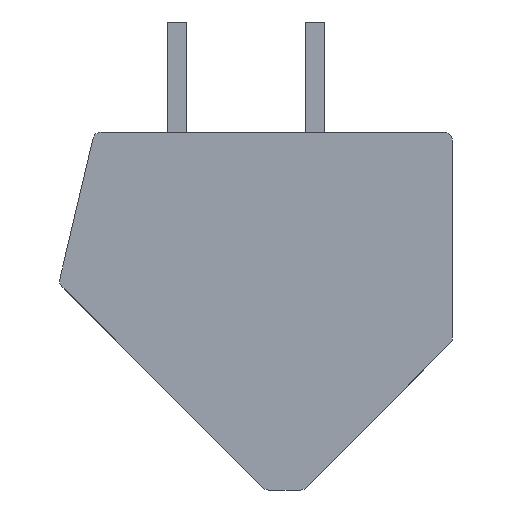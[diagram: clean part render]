
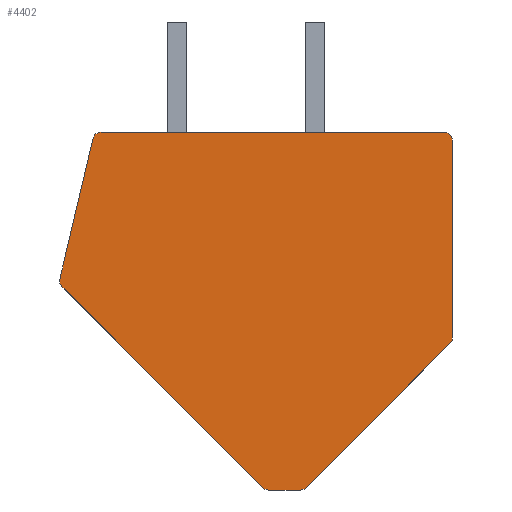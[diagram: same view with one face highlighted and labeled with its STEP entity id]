
A CAD part, front view. The second image highlights one B-rep face of the part: STEP entity #4402.
In plain terms, the highlighted planar face has unit normal (0, -1, 0).
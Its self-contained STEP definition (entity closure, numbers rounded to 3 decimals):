
#823=CARTESIAN_POINT('',(1.626,-3.54,-6.2));
#824=DIRECTION('',(0.,-1.,0.));
#825=DIRECTION('',(0.,0.,-1.));
#826=AXIS2_PLACEMENT_3D('',#823,#824,#825);
#828=DIRECTION('',(1.,0.,0.));
#829=VECTOR('',#828,1.151);
#830=CARTESIAN_POINT('',(0.474,-3.54,-6.5));
#831=LINE('',#830,#829);
#832=CARTESIAN_POINT('',(0.474,-3.54,-6.2));
#833=DIRECTION('',(0.,-1.,0.));
#834=DIRECTION('',(-0.707,0.,-0.707));
#835=AXIS2_PLACEMENT_3D('',#832,#833,#834);
#837=DIRECTION('',(0.707,0.,-0.707));
#838=VECTOR('',#837,10.315);
#839=CARTESIAN_POINT('',(-7.032,-3.54,0.882));
#840=LINE('',#839,#838);
#841=CARTESIAN_POINT('',(-6.82,-3.54,1.094));
#842=DIRECTION('',(0.,-1.,0.));
#843=DIRECTION('',(-0.973,0.,0.23));
#844=AXIS2_PLACEMENT_3D('',#841,#842,#843);
#846=DIRECTION('',(-0.23,0.,-0.973));
#847=VECTOR('',#846,5.247);
#848=CARTESIAN_POINT('',(-5.905,-3.54,6.269));
#849=LINE('',#848,#847);
#850=CARTESIAN_POINT('',(-5.613,-3.54,6.2));
#851=DIRECTION('',(0.,-1.,0.));
#852=DIRECTION('',(0.,0.,1.));
#853=AXIS2_PLACEMENT_3D('',#850,#851,#852);
#855=DIRECTION('',(-1.,0.,0.));
#856=VECTOR('',#855,12.463);
#857=CARTESIAN_POINT('',(6.85,-3.54,6.5));
#858=LINE('',#857,#856);
#859=CARTESIAN_POINT('',(6.85,-3.54,6.2));
#860=DIRECTION('',(0.,-1.,0.));
#861=DIRECTION('',(1.,0.,0.));
#862=AXIS2_PLACEMENT_3D('',#859,#860,#861);
#864=DIRECTION('',(0.,0.,1.));
#865=VECTOR('',#864,7.176);
#866=CARTESIAN_POINT('',(7.15,-3.54,-0.976));
#867=LINE('',#866,#865);
#868=CARTESIAN_POINT('',(6.85,-3.54,-0.976));
#869=DIRECTION('',(0.,-1.,0.));
#870=DIRECTION('',(0.707,0.,-0.707));
#871=AXIS2_PLACEMENT_3D('',#868,#869,#870);
#873=DIRECTION('',(0.707,0.,0.707));
#874=VECTOR('',#873,7.388);
#875=CARTESIAN_POINT('',(1.838,-3.54,-6.412));
#876=LINE('',#875,#874);
#2845=CARTESIAN_POINT('',(1.626,-3.54,-6.5));
#2846=CARTESIAN_POINT('',(1.838,-3.54,-6.412));
#2847=VERTEX_POINT('',#2845);
#2848=VERTEX_POINT('',#2846);
#2849=CARTESIAN_POINT('',(7.062,-3.54,-1.188));
#2850=VERTEX_POINT('',#2849);
#2851=CARTESIAN_POINT('',(7.15,-3.54,-0.976));
#2852=VERTEX_POINT('',#2851);
#2853=CARTESIAN_POINT('',(7.15,-3.54,6.2));
#2854=VERTEX_POINT('',#2853);
#2855=CARTESIAN_POINT('',(6.85,-3.54,6.5));
#2856=VERTEX_POINT('',#2855);
#2857=CARTESIAN_POINT('',(-5.613,-3.54,6.5));
#2858=VERTEX_POINT('',#2857);
#2859=CARTESIAN_POINT('',(-5.905,-3.54,6.269));
#2860=VERTEX_POINT('',#2859);
#2861=CARTESIAN_POINT('',(-7.112,-3.54,1.163));
#2862=VERTEX_POINT('',#2861);
#2863=CARTESIAN_POINT('',(-7.032,-3.54,0.882));
#2864=VERTEX_POINT('',#2863);
#2865=CARTESIAN_POINT('',(0.262,-3.54,-6.412));
#2866=VERTEX_POINT('',#2865);
#2867=CARTESIAN_POINT('',(0.474,-3.54,-6.5));
#2868=VERTEX_POINT('',#2867);
#4383=CARTESIAN_POINT('',(0.,-3.54,0.));
#4384=DIRECTION('',(0.,-1.,0.));
#4385=DIRECTION('',(-1.,0.,0.));
#4386=AXIS2_PLACEMENT_3D('',#4383,#4384,#4385);
#4387=PLANE('',#4386);
#4388=ORIENTED_EDGE('',*,*,#3772,.F.);
#4389=ORIENTED_EDGE('',*,*,#3787,.F.);
#4390=ORIENTED_EDGE('',*,*,#3801,.F.);
#4391=ORIENTED_EDGE('',*,*,#3815,.F.);
#4392=ORIENTED_EDGE('',*,*,#4009,.F.);
#4393=ORIENTED_EDGE('',*,*,#4023,.F.);
#4394=ORIENTED_EDGE('',*,*,#4037,.F.);
#4395=ORIENTED_EDGE('',*,*,#4051,.F.);
#4396=ORIENTED_EDGE('',*,*,#4245,.F.);
#4397=ORIENTED_EDGE('',*,*,#4259,.F.);
#4398=ORIENTED_EDGE('',*,*,#4273,.F.);
#4399=ORIENTED_EDGE('',*,*,#4286,.F.);
#4400=EDGE_LOOP('',(#4388,#4389,#4390,#4391,#4392,#4393,#4394,#4395,#4396,#4397,
#4398,#4399));
#4401=FACE_OUTER_BOUND('',#4400,.F.);
#4402=ADVANCED_FACE('',(#4401),#4387,.T.);
#827=CIRCLE('',#826,0.3);
#836=CIRCLE('',#835,0.3);
#845=CIRCLE('',#844,0.3);
#854=CIRCLE('',#853,0.3);
#863=CIRCLE('',#862,0.3);
#872=CIRCLE('',#871,0.3);
#3772=EDGE_CURVE('',#2847,#2848,#827,.T.);
#3787=EDGE_CURVE('',#2868,#2847,#831,.T.);
#3801=EDGE_CURVE('',#2866,#2868,#836,.T.);
#3815=EDGE_CURVE('',#2864,#2866,#840,.T.);
#4009=EDGE_CURVE('',#2862,#2864,#845,.T.);
#4023=EDGE_CURVE('',#2860,#2862,#849,.T.);
#4037=EDGE_CURVE('',#2858,#2860,#854,.T.);
#4051=EDGE_CURVE('',#2856,#2858,#858,.T.);
#4245=EDGE_CURVE('',#2854,#2856,#863,.T.);
#4259=EDGE_CURVE('',#2852,#2854,#867,.T.);
#4273=EDGE_CURVE('',#2850,#2852,#872,.T.);
#4286=EDGE_CURVE('',#2848,#2850,#876,.T.);
